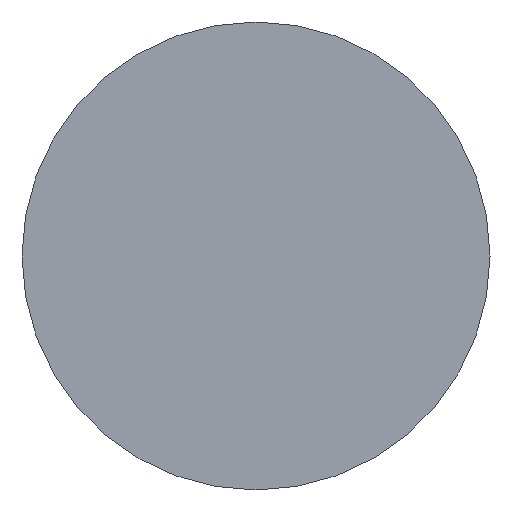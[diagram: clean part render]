
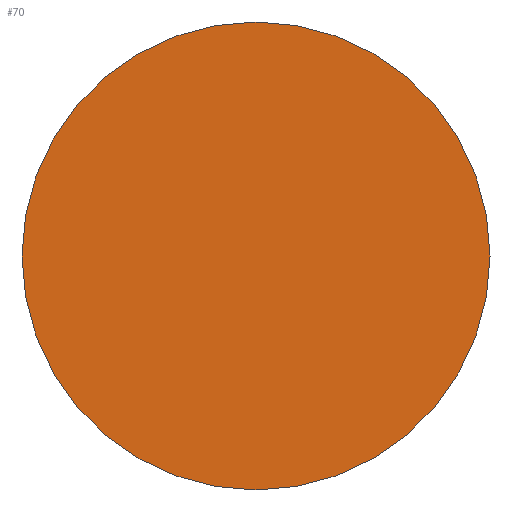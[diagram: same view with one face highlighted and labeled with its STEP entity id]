
A CAD part, front view. The second image highlights one B-rep face of the part: STEP entity #70.
In plain terms, the highlighted planar face has unit normal (0, -1, 0).
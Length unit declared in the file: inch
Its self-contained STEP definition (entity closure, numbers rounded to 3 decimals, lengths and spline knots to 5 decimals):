
#11 = CARTESIAN_POINT ( 'NONE',  ( 0., 0., 0.375 ) ) ;
#14 = CARTESIAN_POINT ( 'NONE',  ( 0., 0., 0. ) ) ;
#48 = EDGE_LOOP ( 'NONE', ( #113, #430 ) ) ;
#52 = CIRCLE ( 'NONE', #110, 0.375 ) ;
#70 = ADVANCED_FACE ( 'NONE', ( #268 ), #302, .T. ) ;
#90 = AXIS2_PLACEMENT_3D ( 'NONE', #344, #93, #235 ) ;
#93 = DIRECTION ( 'NONE',  ( 0., -1., 0. ) ) ;
#110 = AXIS2_PLACEMENT_3D ( 'NONE', #395, #197, #332 ) ;
#113 = ORIENTED_EDGE ( 'NONE', *, *, #374, .T. ) ;
#126 = EDGE_CURVE ( 'NONE', #311, #439, #320, .T. ) ;
#162 = DIRECTION ( 'NONE',  ( 0., -1., 0. ) ) ;
#197 = DIRECTION ( 'NONE',  ( 0., -1., 0. ) ) ;
#235 = DIRECTION ( 'NONE',  ( 0., 0., -1. ) ) ;
#268 = FACE_OUTER_BOUND ( 'NONE', #48, .T. ) ;
#302 = PLANE ( 'NONE',  #413 ) ;
#311 = VERTEX_POINT ( 'NONE', #11 ) ;
#320 = CIRCLE ( 'NONE', #90, 0.375 ) ;
#332 = DIRECTION ( 'NONE',  ( 0., 0., -1. ) ) ;
#340 = CARTESIAN_POINT ( 'NONE',  ( 0., 0., -0.375 ) ) ;
#344 = CARTESIAN_POINT ( 'NONE',  ( 0., 0., 0. ) ) ;
#374 = EDGE_CURVE ( 'NONE', #439, #311, #52, .T. ) ;
#395 = CARTESIAN_POINT ( 'NONE',  ( 0., 0., 0. ) ) ;
#401 = DIRECTION ( 'NONE',  ( 0., 0., -1. ) ) ;
#413 = AXIS2_PLACEMENT_3D ( 'NONE', #14, #162, #401 ) ;
#430 = ORIENTED_EDGE ( 'NONE', *, *, #126, .T. ) ;
#439 = VERTEX_POINT ( 'NONE', #340 ) ;
